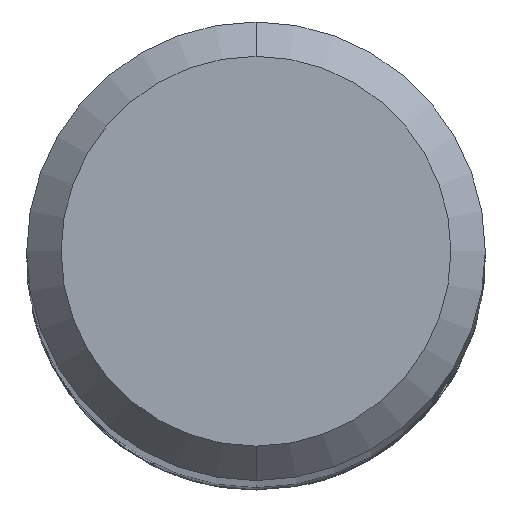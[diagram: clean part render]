
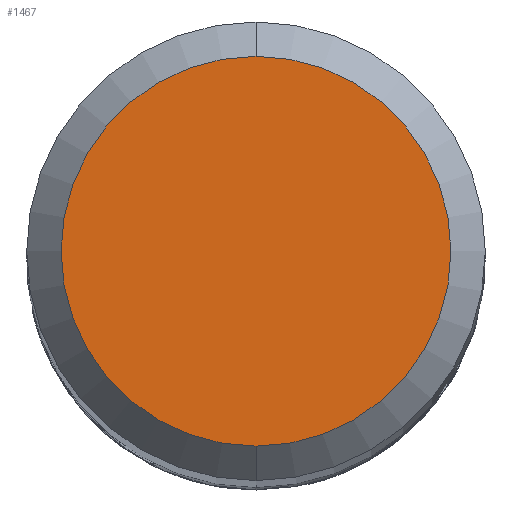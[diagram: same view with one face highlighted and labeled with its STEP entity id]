
A CAD part, top view. The second image highlights one B-rep face of the part: STEP entity #1467.
In plain terms, the highlighted planar face has unit normal (0, 0, 1).
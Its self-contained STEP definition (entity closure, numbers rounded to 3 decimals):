
#1027=VERTEX_POINT('',#2508);
#1309=VERTEX_POINT('',#2813);
#1397=EDGE_CURVE('',#1309,#1027,#2911,.T.);
#1467=ADVANCED_FACE('',(#2987),#2988,.T.);
#1795=EDGE_CURVE('',#1027,#1309,#3345,.T.);
#2508=CARTESIAN_POINT('',(0.0,1.7,0.0));
#2813=CARTESIAN_POINT('',(0.,-1.7,0.0));
#2911=CIRCLE('',#8793,1.7);
#2987=FACE_OUTER_BOUND('',#8974,.T.);
#2988=PLANE('',#8975);
#3345=CIRCLE('',#11674,1.7);
#8793=AXIS2_PLACEMENT_3D('',#15084,#15085,#15086);
#8974=EDGE_LOOP('',(#15169,#15170));
#8975=AXIS2_PLACEMENT_3D('',#15171,#15172,#15173);
#11674=AXIS2_PLACEMENT_3D('',#15582,#15583,#15584);
#15084=CARTESIAN_POINT('',(0.0,0.0,0.0));
#15085=DIRECTION('',(0.0,0.0,-1.0));
#15086=DIRECTION('',(0.0,1.0,0.0));
#15169=ORIENTED_EDGE('',*,*,#1795,.F.);
#15170=ORIENTED_EDGE('',*,*,#1397,.F.);
#15171=CARTESIAN_POINT('',(0.0,0.85,0.0));
#15172=DIRECTION('',(-0.0,0.0,1.0));
#15173=DIRECTION('',(0.0,-1.0,0.0));
#15582=CARTESIAN_POINT('',(0.0,0.0,0.0));
#15583=DIRECTION('',(0.0,0.0,-1.0));
#15584=DIRECTION('',(0.0,1.0,0.0));
